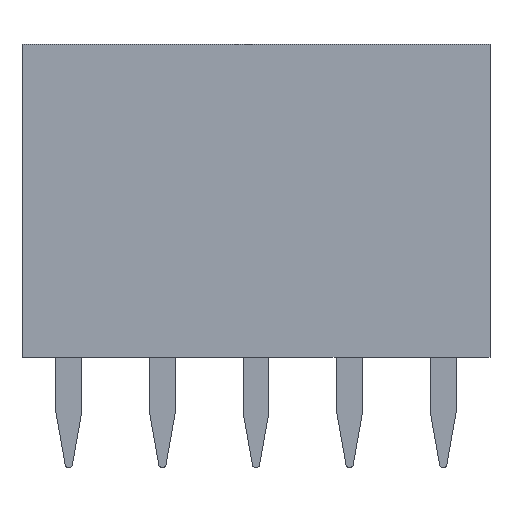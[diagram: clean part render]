
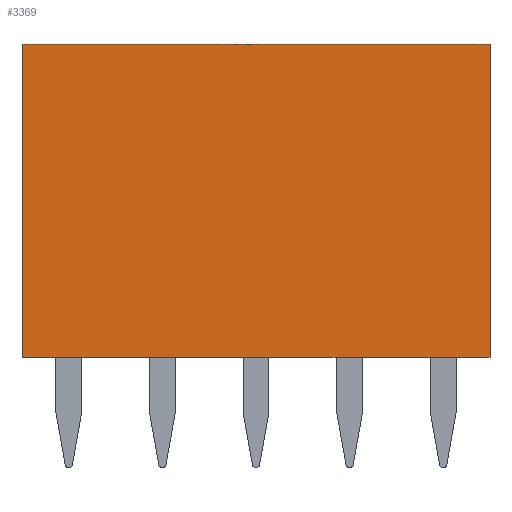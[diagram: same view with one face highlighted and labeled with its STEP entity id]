
A CAD part, left-side view. The second image highlights one B-rep face of the part: STEP entity #3369.
In plain terms, the highlighted planar face has unit normal (-1, 0, 0).
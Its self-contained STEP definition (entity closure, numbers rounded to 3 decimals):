
#2496 = VERTEX_POINT('',#2497);
#2497 = CARTESIAN_POINT('',(-1.27,1.27,8.5));
#2506 = PLANE('',#2507);
#2507 = AXIS2_PLACEMENT_3D('',#2508,#2509,#2510);
#2508 = CARTESIAN_POINT('',(0.,-5.08,8.5));
#2509 = DIRECTION('',(0.,0.,1.));
#2510 = DIRECTION('',(1.,0.,0.));
#2518 = PLANE('',#2519);
#2519 = AXIS2_PLACEMENT_3D('',#2520,#2521,#2522);
#2520 = CARTESIAN_POINT('',(-1.27,1.27,0.));
#2521 = DIRECTION('',(0.,1.,0.));
#2522 = DIRECTION('',(1.,0.,0.));
#2530 = EDGE_CURVE('',#2531,#2496,#2533,.T.);
#2531 = VERTEX_POINT('',#2532);
#2532 = CARTESIAN_POINT('',(-1.27,-11.43,8.5));
#2533 = SURFACE_CURVE('',#2534,(#2538,#2545),.PCURVE_S1.);
#2534 = LINE('',#2535,#2536);
#2535 = CARTESIAN_POINT('',(-1.27,-11.43,8.5));
#2536 = VECTOR('',#2537,1.);
#2537 = DIRECTION('',(0.,1.,0.));
#2538 = PCURVE('',#2506,#2539);
#2539 = DEFINITIONAL_REPRESENTATION('',(#2540),#2544);
#2540 = LINE('',#2541,#2542);
#2541 = CARTESIAN_POINT('',(-1.27,-6.35));
#2542 = VECTOR('',#2543,1.);
#2543 = DIRECTION('',(0.,1.));
#2544 = ( GEOMETRIC_REPRESENTATION_CONTEXT(2) 
PARAMETRIC_REPRESENTATION_CONTEXT() REPRESENTATION_CONTEXT('2D SPACE',''
  ) );
#2545 = PCURVE('',#2546,#2551);
#2546 = PLANE('',#2547);
#2547 = AXIS2_PLACEMENT_3D('',#2548,#2549,#2550);
#2548 = CARTESIAN_POINT('',(-1.27,-11.43,0.));
#2549 = DIRECTION('',(-1.,0.,0.));
#2550 = DIRECTION('',(0.,1.,0.));
#2551 = DEFINITIONAL_REPRESENTATION('',(#2552),#2556);
#2552 = LINE('',#2553,#2554);
#2553 = CARTESIAN_POINT('',(0.,-8.5));
#2554 = VECTOR('',#2555,1.);
#2555 = DIRECTION('',(1.,0.));
#2556 = ( GEOMETRIC_REPRESENTATION_CONTEXT(2) 
PARAMETRIC_REPRESENTATION_CONTEXT() REPRESENTATION_CONTEXT('2D SPACE',''
  ) );
#2574 = PLANE('',#2575);
#2575 = AXIS2_PLACEMENT_3D('',#2576,#2577,#2578);
#2576 = CARTESIAN_POINT('',(1.27,-11.43,0.));
#2577 = DIRECTION('',(0.,-1.,0.));
#2578 = DIRECTION('',(-1.,0.,0.));
#3186 = VERTEX_POINT('',#3187);
#3187 = CARTESIAN_POINT('',(-1.27,1.27,0.));
#3203 = PLANE('',#3204);
#3204 = AXIS2_PLACEMENT_3D('',#3205,#3206,#3207);
#3205 = CARTESIAN_POINT('',(0.,-5.08,0.));
#3206 = DIRECTION('',(0.,0.,1.));
#3207 = DIRECTION('',(1.,0.,0.));
#3215 = EDGE_CURVE('',#3186,#2496,#3216,.T.);
#3216 = SURFACE_CURVE('',#3217,(#3221,#3228),.PCURVE_S1.);
#3217 = LINE('',#3218,#3219);
#3218 = CARTESIAN_POINT('',(-1.27,1.27,0.));
#3219 = VECTOR('',#3220,1.);
#3220 = DIRECTION('',(0.,0.,1.));
#3221 = PCURVE('',#2518,#3222);
#3222 = DEFINITIONAL_REPRESENTATION('',(#3223),#3227);
#3223 = LINE('',#3224,#3225);
#3224 = CARTESIAN_POINT('',(0.,0.));
#3225 = VECTOR('',#3226,1.);
#3226 = DIRECTION('',(0.,-1.));
#3227 = ( GEOMETRIC_REPRESENTATION_CONTEXT(2) 
PARAMETRIC_REPRESENTATION_CONTEXT() REPRESENTATION_CONTEXT('2D SPACE',''
  ) );
#3228 = PCURVE('',#2546,#3229);
#3229 = DEFINITIONAL_REPRESENTATION('',(#3230),#3234);
#3230 = LINE('',#3231,#3232);
#3231 = CARTESIAN_POINT('',(12.7,0.));
#3232 = VECTOR('',#3233,1.);
#3233 = DIRECTION('',(0.,-1.));
#3234 = ( GEOMETRIC_REPRESENTATION_CONTEXT(2) 
PARAMETRIC_REPRESENTATION_CONTEXT() REPRESENTATION_CONTEXT('2D SPACE',''
  ) );
#3369 = ADVANCED_FACE('',(#3370),#2546,.T.);
#3370 = FACE_BOUND('',#3371,.T.);
#3371 = EDGE_LOOP('',(#3372,#3395,#3396,#3397));
#3372 = ORIENTED_EDGE('',*,*,#3373,.T.);
#3373 = EDGE_CURVE('',#3374,#2531,#3376,.T.);
#3374 = VERTEX_POINT('',#3375);
#3375 = CARTESIAN_POINT('',(-1.27,-11.43,0.));
#3376 = SURFACE_CURVE('',#3377,(#3381,#3388),.PCURVE_S1.);
#3377 = LINE('',#3378,#3379);
#3378 = CARTESIAN_POINT('',(-1.27,-11.43,0.));
#3379 = VECTOR('',#3380,1.);
#3380 = DIRECTION('',(0.,0.,1.));
#3381 = PCURVE('',#2546,#3382);
#3382 = DEFINITIONAL_REPRESENTATION('',(#3383),#3387);
#3383 = LINE('',#3384,#3385);
#3384 = CARTESIAN_POINT('',(0.,0.));
#3385 = VECTOR('',#3386,1.);
#3386 = DIRECTION('',(0.,-1.));
#3387 = ( GEOMETRIC_REPRESENTATION_CONTEXT(2) 
PARAMETRIC_REPRESENTATION_CONTEXT() REPRESENTATION_CONTEXT('2D SPACE',''
  ) );
#3388 = PCURVE('',#2574,#3389);
#3389 = DEFINITIONAL_REPRESENTATION('',(#3390),#3394);
#3390 = LINE('',#3391,#3392);
#3391 = CARTESIAN_POINT('',(2.54,0.));
#3392 = VECTOR('',#3393,1.);
#3393 = DIRECTION('',(0.,-1.));
#3394 = ( GEOMETRIC_REPRESENTATION_CONTEXT(2) 
PARAMETRIC_REPRESENTATION_CONTEXT() REPRESENTATION_CONTEXT('2D SPACE',''
  ) );
#3395 = ORIENTED_EDGE('',*,*,#2530,.T.);
#3396 = ORIENTED_EDGE('',*,*,#3215,.F.);
#3397 = ORIENTED_EDGE('',*,*,#3398,.F.);
#3398 = EDGE_CURVE('',#3374,#3186,#3399,.T.);
#3399 = SURFACE_CURVE('',#3400,(#3404,#3411),.PCURVE_S1.);
#3400 = LINE('',#3401,#3402);
#3401 = CARTESIAN_POINT('',(-1.27,-11.43,0.));
#3402 = VECTOR('',#3403,1.);
#3403 = DIRECTION('',(0.,1.,0.));
#3404 = PCURVE('',#2546,#3405);
#3405 = DEFINITIONAL_REPRESENTATION('',(#3406),#3410);
#3406 = LINE('',#3407,#3408);
#3407 = CARTESIAN_POINT('',(0.,0.));
#3408 = VECTOR('',#3409,1.);
#3409 = DIRECTION('',(1.,0.));
#3410 = ( GEOMETRIC_REPRESENTATION_CONTEXT(2) 
PARAMETRIC_REPRESENTATION_CONTEXT() REPRESENTATION_CONTEXT('2D SPACE',''
  ) );
#3411 = PCURVE('',#3203,#3412);
#3412 = DEFINITIONAL_REPRESENTATION('',(#3413),#3417);
#3413 = LINE('',#3414,#3415);
#3414 = CARTESIAN_POINT('',(-1.27,-6.35));
#3415 = VECTOR('',#3416,1.);
#3416 = DIRECTION('',(0.,1.));
#3417 = ( GEOMETRIC_REPRESENTATION_CONTEXT(2) 
PARAMETRIC_REPRESENTATION_CONTEXT() REPRESENTATION_CONTEXT('2D SPACE',''
  ) );
